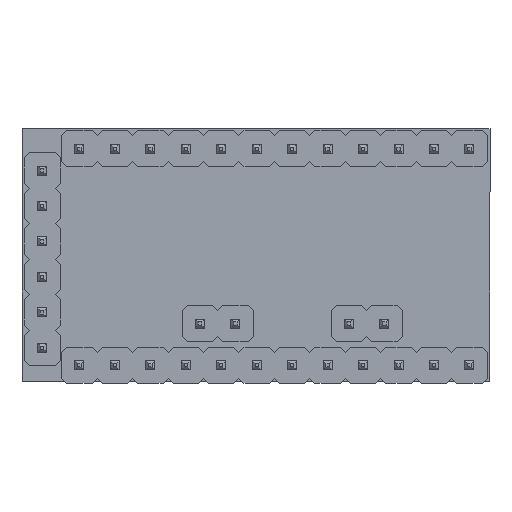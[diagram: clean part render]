
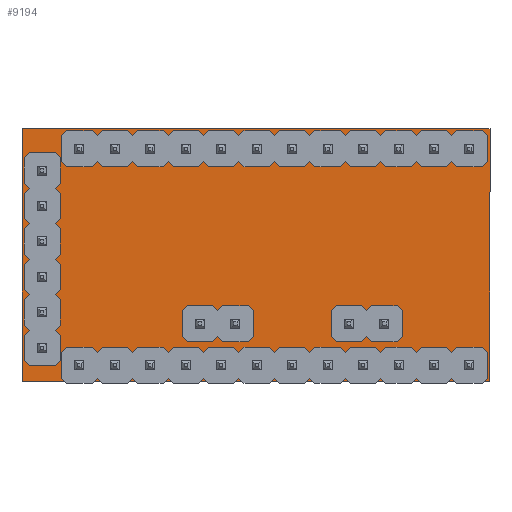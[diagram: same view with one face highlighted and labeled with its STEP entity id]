
A CAD part, front view. The second image highlights one B-rep face of the part: STEP entity #9194.
In plain terms, the highlighted planar face has unit normal (0, -1, 0).
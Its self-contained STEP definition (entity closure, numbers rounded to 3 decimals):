
#115 = VECTOR ( 'NONE', #19866, 1000. ) ;
#1072 = VECTOR ( 'NONE', #8964, 1000. ) ;
#1710 = EDGE_CURVE ( 'NONE', #2175, #13620, #23845, .T. ) ;
#2012 = CARTESIAN_POINT ( 'NONE',  ( 0., 0., -17.8 ) ) ;
#2175 = VERTEX_POINT ( 'NONE', #28158 ) ;
#3842 = DIRECTION ( 'NONE',  ( 1., 0., 0. ) ) ;
#4285 = DIRECTION ( 'NONE',  ( -1., 0., 0. ) ) ;
#4426 = CARTESIAN_POINT ( 'NONE',  ( 33., 0., 0. ) ) ;
#4968 = ORIENTED_EDGE ( 'NONE', *, *, #23908, .F. ) ;
#5988 = LINE ( 'NONE', #17673, #115 ) ;
#6057 = AXIS2_PLACEMENT_3D ( 'NONE', #13068, #23898, #15293 ) ;
#6725 = CARTESIAN_POINT ( 'NONE',  ( 33., 0., 0. ) ) ;
#7964 = EDGE_LOOP ( 'NONE', ( #16764, #17458, #4968, #26859 ) ) ;
#8369 = CARTESIAN_POINT ( 'NONE',  ( 0., 0., -17.8 ) ) ;
#8964 = DIRECTION ( 'NONE',  ( 0., 0., -1. ) ) ;
#8986 = VERTEX_POINT ( 'NONE', #12508 ) ;
#9194 = ADVANCED_FACE ( 'NONE', ( #11059 ), #10883, .T. ) ;
#10883 = PLANE ( 'NONE',  #6057 ) ;
#11059 = FACE_OUTER_BOUND ( 'NONE', #7964, .T. ) ;
#12190 = VECTOR ( 'NONE', #4285, 1000. ) ;
#12508 = CARTESIAN_POINT ( 'NONE',  ( 0., 0., 0. ) ) ;
#13068 = CARTESIAN_POINT ( 'NONE',  ( 0., 0., 0. ) ) ;
#13287 = VECTOR ( 'NONE', #3842, 1000. ) ;
#13620 = VERTEX_POINT ( 'NONE', #8369 ) ;
#14701 = EDGE_CURVE ( 'NONE', #8986, #26816, #24966, .T. ) ;
#15293 = DIRECTION ( 'NONE',  ( 0., 0., -1. ) ) ;
#15890 = EDGE_CURVE ( 'NONE', #13620, #8986, #5988, .T. ) ;
#16764 = ORIENTED_EDGE ( 'NONE', *, *, #15890, .F. ) ;
#17458 = ORIENTED_EDGE ( 'NONE', *, *, #1710, .F. ) ;
#17673 = CARTESIAN_POINT ( 'NONE',  ( 0., 0., 0. ) ) ;
#18582 = LINE ( 'NONE', #6725, #1072 ) ;
#19866 = DIRECTION ( 'NONE',  ( 0., 0., 1. ) ) ;
#23845 = LINE ( 'NONE', #2012, #12190 ) ;
#23898 = DIRECTION ( 'NONE',  ( 0., -1., 0. ) ) ;
#23908 = EDGE_CURVE ( 'NONE', #26816, #2175, #18582, .T. ) ;
#24966 = LINE ( 'NONE', #27952, #13287 ) ;
#26816 = VERTEX_POINT ( 'NONE', #4426 ) ;
#26859 = ORIENTED_EDGE ( 'NONE', *, *, #14701, .F. ) ;
#27952 = CARTESIAN_POINT ( 'NONE',  ( 0., 0., 0. ) ) ;
#28158 = CARTESIAN_POINT ( 'NONE',  ( 33., 0., -17.8 ) ) ;
